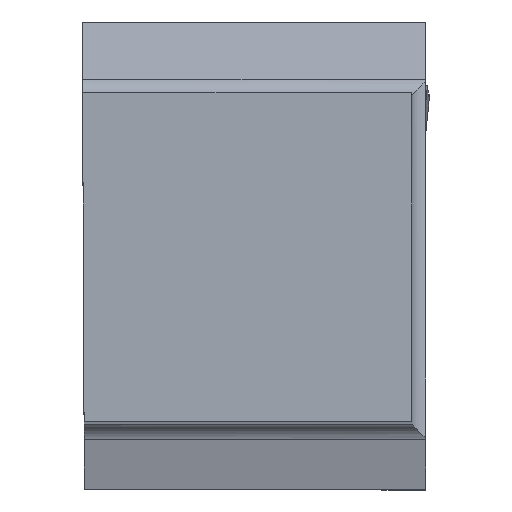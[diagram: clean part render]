
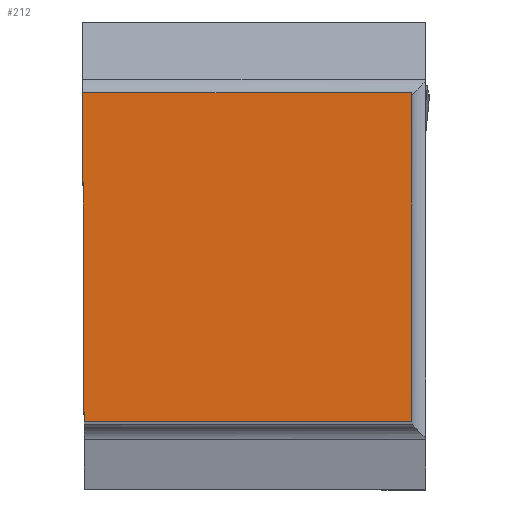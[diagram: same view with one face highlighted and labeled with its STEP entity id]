
A CAD part, top view. The second image highlights one B-rep face of the part: STEP entity #212.
In plain terms, the highlighted planar face has unit normal (0, 0, 1).
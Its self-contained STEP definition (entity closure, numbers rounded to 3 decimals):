
#212=ADVANCED_FACE('CU_BACK_SU1',(#323),#282,.F.);
#282=PLANE('',#1549);
#323=FACE_OUTER_BOUND('',#394,.T.);
#394=EDGE_LOOP('',(#540,#541,#542,#543));
#540=ORIENTED_EDGE('',*,*,#1052,.T.);
#541=ORIENTED_EDGE('',*,*,#1053,.T.);
#542=ORIENTED_EDGE('',*,*,#1054,.T.);
#543=ORIENTED_EDGE('',*,*,#996,.F.);
#864=VERTEX_POINT('',#2039);
#865=VERTEX_POINT('',#2041);
#910=VERTEX_POINT('',#2220);
#911=VERTEX_POINT('',#2222);
#996=EDGE_CURVE('',#864,#865,#1194,.T.);
#1052=EDGE_CURVE('',#864,#910,#1231,.T.);
#1053=EDGE_CURVE('',#910,#911,#1232,.T.);
#1054=EDGE_CURVE('',#911,#865,#1233,.T.);
#1194=LINE('',#2040,#1323);
#1231=LINE('',#2219,#1360);
#1232=LINE('',#2221,#1361);
#1233=LINE('',#2223,#1362);
#1323=VECTOR('',#1660,1.);
#1360=VECTOR('',#1743,1.);
#1361=VECTOR('',#1744,1.);
#1362=VECTOR('',#1745,1.);
#1549=AXIS2_PLACEMENT_3D('',#2224,#1746,#1747);
#1660=DIRECTION('',(-0.004,1.,0.));
#1743=DIRECTION('',(1.,0.,0.));
#1744=DIRECTION('',(0.,1.,0.));
#1745=DIRECTION('',(-1.,0.,0.));
#1746=DIRECTION('',(0.,0.,-1.));
#1747=DIRECTION('',(-1.,0.,0.));
#2039=CARTESIAN_POINT('',(0.11,0.,0.));
#2040=CARTESIAN_POINT('',(-0.086,45.054,0.));
#2041=CARTESIAN_POINT('',(0.,25.273,0.));
#2219=CARTESIAN_POINT('',(50.073,0.,0.));
#2220=CARTESIAN_POINT('',(25.273,0.,0.));
#2221=CARTESIAN_POINT('',(25.273,45.273,0.));
#2222=CARTESIAN_POINT('',(25.273,25.273,0.));
#2223=CARTESIAN_POINT('',(50.073,25.273,0.));
#2224=CARTESIAN_POINT('',(50.073,45.273,0.));
